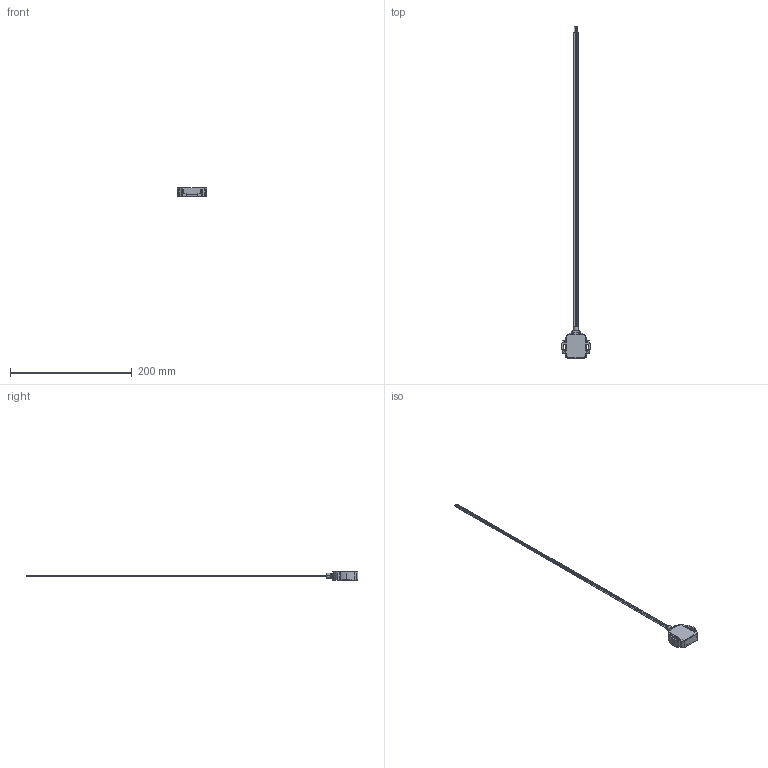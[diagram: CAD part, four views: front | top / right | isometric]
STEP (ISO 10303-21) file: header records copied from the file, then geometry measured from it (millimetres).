
FILE_DESCRIPTION (( 'STEP AP214' ), '1' );
FILE_NAME ('RFC_4801.STEP', '2010-03-15T13:27:53', ( 'novotechnik' ), ( 'novotechnik' ), 'SwSTEP 2.0', 'SolidWorks 2009', '' );
FILE_SCHEMA (( 'AUTOMOTIVE_DESIGN' ));
Length unit declared in the file: millimetre
Products named in the file (2): RFC_48...__2.Gen; RFC_4801
Assembly tree (1 placements, depth 2):
  RFC_4801
    RFC_48...__2.Gen
Bounding box: 47.6 x 544.7 x 13.8 mm (x, y, z)
Volume: 24436.1 mm3; surface area: 20970.3 mm2
Topology: 6 solids, 6 shells, 408 faces, 1094 edges, 721 vertices
Faces by surface type: plane 256, cylinder 146, torus 6
Entity records: 17424 total; most frequent: CARTESIAN_POINT 2327, DIRECTION 2209, ORIENTED_EDGE 2188, EDGE_CURVE 1094, VECTOR 767, LINE 767, VERTEX_POINT 721, AXIS2_PLACEMENT_3D 721
